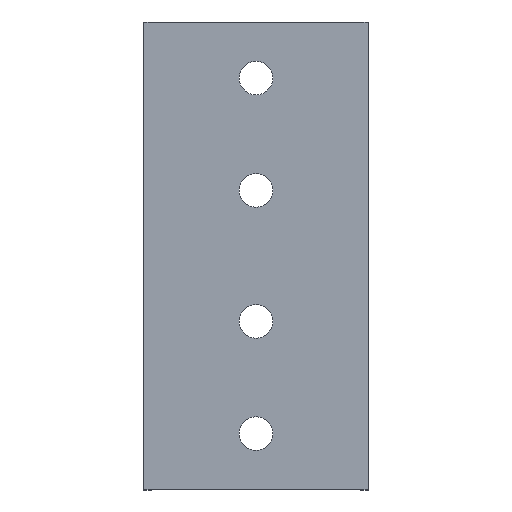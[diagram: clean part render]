
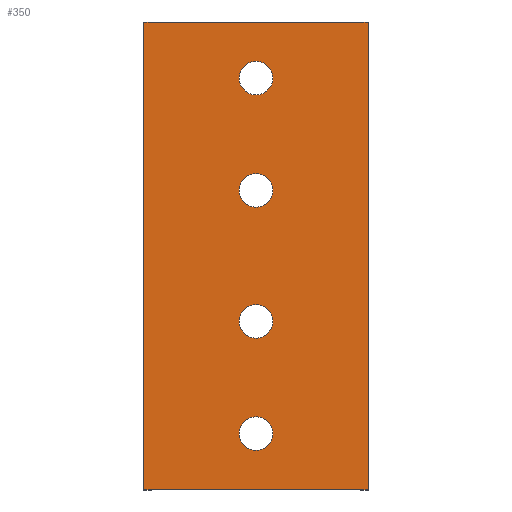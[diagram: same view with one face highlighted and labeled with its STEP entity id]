
A CAD part, top view. The second image highlights one B-rep face of the part: STEP entity #350.
In plain terms, the highlighted planar face has unit normal (0, 0, 1).
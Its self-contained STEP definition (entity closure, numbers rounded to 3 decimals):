
#26 = LINE ( 'NONE', #347, #438 ) ;
#33 = EDGE_LOOP ( 'NONE', ( #500, #889, #639, #587, #174, #314, #216, #86 ) ) ;
#38 = LINE ( 'NONE', #214, #790 ) ;
#45 = EDGE_CURVE ( 'NONE', #370, #370, #366, .T. ) ;
#59 = FACE_BOUND ( 'NONE', #262, .T. ) ;
#74 = DIRECTION ( 'NONE',  ( -1., 0., 0. ) ) ;
#77 = CARTESIAN_POINT ( 'NONE',  ( -4.5, -47.5, 0. ) ) ;
#86 = ORIENTED_EDGE ( 'NONE', *, *, #335, .T. ) ;
#89 = CARTESIAN_POINT ( 'NONE',  ( 4.5, 17.5, 0. ) ) ;
#116 = VERTEX_POINT ( 'NONE', #434 ) ;
#119 = ORIENTED_EDGE ( 'NONE', *, *, #542, .F. ) ;
#121 = DIRECTION ( 'NONE',  ( -1., 0., 0. ) ) ;
#130 = AXIS2_PLACEMENT_3D ( 'NONE', #667, #884, #748 ) ;
#140 = VERTEX_POINT ( 'NONE', #737 ) ;
#147 = CARTESIAN_POINT ( 'NONE',  ( 4.5, 47.5, 0. ) ) ;
#148 = VERTEX_POINT ( 'NONE', #853 ) ;
#160 = CARTESIAN_POINT ( 'NONE',  ( -30., 62.5, 0. ) ) ;
#174 = ORIENTED_EDGE ( 'NONE', *, *, #265, .T. ) ;
#185 = EDGE_CURVE ( 'NONE', #789, #838, #803, .T. ) ;
#188 = EDGE_LOOP ( 'NONE', ( #658 ) ) ;
#214 = CARTESIAN_POINT ( 'NONE',  ( -30., 62.5, 0. ) ) ;
#216 = ORIENTED_EDGE ( 'NONE', *, *, #695, .F. ) ;
#217 = DIRECTION ( 'NONE',  ( 0., -1., 0. ) ) ;
#223 = PLANE ( 'NONE',  #130 ) ;
#231 = VERTEX_POINT ( 'NONE', #147 ) ;
#246 = VERTEX_POINT ( 'NONE', #653 ) ;
#248 = DIRECTION ( 'NONE',  ( 1., 0., 0. ) ) ;
#251 = ORIENTED_EDGE ( 'NONE', *, *, #45, .F. ) ;
#252 = CARTESIAN_POINT ( 'NONE',  ( 0., -47.5, 0. ) ) ;
#259 = VECTOR ( 'NONE', #586, 1000. ) ;
#261 = CARTESIAN_POINT ( 'NONE',  ( -30., -62.5, 0. ) ) ;
#262 = EDGE_LOOP ( 'NONE', ( #119 ) ) ;
#263 = DIRECTION ( 'NONE',  ( 1., 0., 0. ) ) ;
#265 = EDGE_CURVE ( 'NONE', #789, #246, #899, .T. ) ;
#268 = VECTOR ( 'NONE', #786, 1000. ) ;
#278 = LINE ( 'NONE', #593, #259 ) ;
#286 = EDGE_CURVE ( 'NONE', #116, #838, #364, .T. ) ;
#287 = VECTOR ( 'NONE', #657, 1000. ) ;
#288 = CARTESIAN_POINT ( 'NONE',  ( 0., 47.5, 0. ) ) ;
#295 = DIRECTION ( 'NONE',  ( 0., 0., 1. ) ) ;
#305 = EDGE_LOOP ( 'NONE', ( #251 ) ) ;
#314 = ORIENTED_EDGE ( 'NONE', *, *, #320, .F. ) ;
#320 = EDGE_CURVE ( 'NONE', #600, #246, #278, .T. ) ;
#327 = VERTEX_POINT ( 'NONE', #603 ) ;
#335 = EDGE_CURVE ( 'NONE', #327, #342, #26, .T. ) ;
#342 = VERTEX_POINT ( 'NONE', #688 ) ;
#345 = FACE_BOUND ( 'NONE', #305, .T. ) ;
#347 = CARTESIAN_POINT ( 'NONE',  ( 28., 62.5, 0. ) ) ;
#350 = ADVANCED_FACE ( 'NONE', ( #59, #356, #345, #456, #733 ), #223, .T. ) ;
#356 = FACE_BOUND ( 'NONE', #188, .T. ) ;
#364 = LINE ( 'NONE', #374, #691 ) ;
#366 = CIRCLE ( 'NONE', #923, 4.5 ) ;
#370 = VERTEX_POINT ( 'NONE', #89 ) ;
#374 = CARTESIAN_POINT ( 'NONE',  ( -30., 62.5, 0. ) ) ;
#398 = CARTESIAN_POINT ( 'NONE',  ( 30., 62.5, 0. ) ) ;
#434 = CARTESIAN_POINT ( 'NONE',  ( -30., 62.5, 0. ) ) ;
#438 = VECTOR ( 'NONE', #121, 1000. ) ;
#456 = FACE_BOUND ( 'NONE', #467, .T. ) ;
#460 = DIRECTION ( 'NONE',  ( 1., 0., 0. ) ) ;
#467 = EDGE_LOOP ( 'NONE', ( #602 ) ) ;
#500 = ORIENTED_EDGE ( 'NONE', *, *, #601, .F. ) ;
#507 = AXIS2_PLACEMENT_3D ( 'NONE', #252, #844, #74 ) ;
#510 = CARTESIAN_POINT ( 'NONE',  ( -30., -62.5, 0. ) ) ;
#529 = EDGE_CURVE ( 'NONE', #140, #140, #724, .T. ) ;
#542 = EDGE_CURVE ( 'NONE', #852, #852, #857, .T. ) ;
#552 = AXIS2_PLACEMENT_3D ( 'NONE', #924, #703, #554 ) ;
#553 = EDGE_CURVE ( 'NONE', #148, #116, #618, .T. ) ;
#554 = DIRECTION ( 'NONE',  ( -1., 0., 0. ) ) ;
#574 = DIRECTION ( 'NONE',  ( -1., 0., 0. ) ) ;
#578 = DIRECTION ( 'NONE',  ( 0., -1., 0. ) ) ;
#586 = DIRECTION ( 'NONE',  ( -1., 0., 0. ) ) ;
#587 = ORIENTED_EDGE ( 'NONE', *, *, #185, .F. ) ;
#593 = CARTESIAN_POINT ( 'NONE',  ( 28., -62.5, 0. ) ) ;
#598 = DIRECTION ( 'NONE',  ( 0., 0., 1. ) ) ;
#600 = VERTEX_POINT ( 'NONE', #816 ) ;
#601 = EDGE_CURVE ( 'NONE', #148, #342, #38, .T. ) ;
#602 = ORIENTED_EDGE ( 'NONE', *, *, #705, .F. ) ;
#603 = CARTESIAN_POINT ( 'NONE',  ( 30., 62.5, 0. ) ) ;
#604 = VECTOR ( 'NONE', #574, 1000. ) ;
#618 = LINE ( 'NONE', #160, #268 ) ;
#639 = ORIENTED_EDGE ( 'NONE', *, *, #286, .T. ) ;
#653 = CARTESIAN_POINT ( 'NONE',  ( 28., -62.5, 0. ) ) ;
#657 = DIRECTION ( 'NONE',  ( 1., 0., 0. ) ) ;
#658 = ORIENTED_EDGE ( 'NONE', *, *, #529, .F. ) ;
#667 = CARTESIAN_POINT ( 'NONE',  ( -30., -62.5, 0. ) ) ;
#669 = AXIS2_PLACEMENT_3D ( 'NONE', #288, #295, #248 ) ;
#688 = CARTESIAN_POINT ( 'NONE',  ( 28., 62.5, 0. ) ) ;
#691 = VECTOR ( 'NONE', #217, 1000. ) ;
#695 = EDGE_CURVE ( 'NONE', #327, #600, #874, .T. ) ;
#703 = DIRECTION ( 'NONE',  ( 0., 0., 1. ) ) ;
#705 = EDGE_CURVE ( 'NONE', #231, #231, #930, .T. ) ;
#724 = CIRCLE ( 'NONE', #552, 4.5 ) ;
#732 = CARTESIAN_POINT ( 'NONE',  ( -30., -62.5, 0. ) ) ;
#733 = FACE_OUTER_BOUND ( 'NONE', #33, .T. ) ;
#737 = CARTESIAN_POINT ( 'NONE',  ( -4.5, -17.5, 0. ) ) ;
#748 = DIRECTION ( 'NONE',  ( 1., 0., 0. ) ) ;
#786 = DIRECTION ( 'NONE',  ( -1., 0., 0. ) ) ;
#789 = VERTEX_POINT ( 'NONE', #881 ) ;
#790 = VECTOR ( 'NONE', #460, 1000. ) ;
#803 = LINE ( 'NONE', #732, #604 ) ;
#816 = CARTESIAN_POINT ( 'NONE',  ( 30., -62.5, 0. ) ) ;
#828 = VECTOR ( 'NONE', #578, 1000. ) ;
#838 = VERTEX_POINT ( 'NONE', #261 ) ;
#844 = DIRECTION ( 'NONE',  ( 0., 0., 1. ) ) ;
#852 = VERTEX_POINT ( 'NONE', #77 ) ;
#853 = CARTESIAN_POINT ( 'NONE',  ( -28., 62.5, 0. ) ) ;
#857 = CIRCLE ( 'NONE', #507, 4.5 ) ;
#874 = LINE ( 'NONE', #398, #828 ) ;
#881 = CARTESIAN_POINT ( 'NONE',  ( -28., -62.5, 0. ) ) ;
#884 = DIRECTION ( 'NONE',  ( 0., 0., 1. ) ) ;
#889 = ORIENTED_EDGE ( 'NONE', *, *, #553, .T. ) ;
#899 = LINE ( 'NONE', #510, #287 ) ;
#923 = AXIS2_PLACEMENT_3D ( 'NONE', #946, #598, #263 ) ;
#924 = CARTESIAN_POINT ( 'NONE',  ( 0., -17.5, 0. ) ) ;
#930 = CIRCLE ( 'NONE', #669, 4.5 ) ;
#946 = CARTESIAN_POINT ( 'NONE',  ( 0., 17.5, 0. ) ) ;
